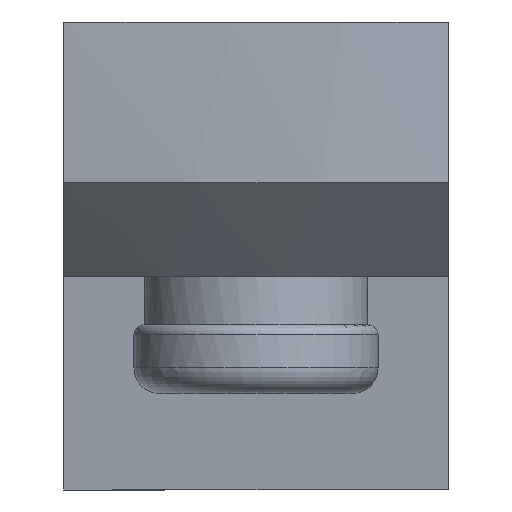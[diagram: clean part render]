
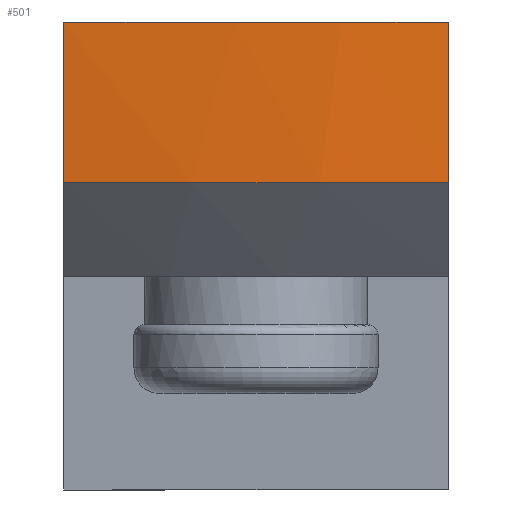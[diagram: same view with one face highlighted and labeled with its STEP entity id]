
A CAD part, left-side view. The second image highlights one B-rep face of the part: STEP entity #501.
In plain terms, the highlighted cylindrical face has radius 30.913 mm (diameter 61.825 mm), a partial arc.
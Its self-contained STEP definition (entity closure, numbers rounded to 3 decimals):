
#481=AXIS2_PLACEMENT_3D('Cylinder Axis2P3D',#478,#479,#480) ;
#485=AXIS2_PLACEMENT_3D('Circle Axis2P3D',#483,#484,$) ;
#216=CARTESIAN_POINT('Vertex',(0.232,7.562,9.2)) ;
#222=CARTESIAN_POINT('Control Point',(0.232,7.562,9.2)) ;
#223=CARTESIAN_POINT('Control Point',(0.047,6.057,9.2)) ;
#224=CARTESIAN_POINT('Control Point',(-0.047,4.541,9.2)) ;
#225=CARTESIAN_POINT('Control Point',(-0.047,3.021,9.2)) ;
#226=CARTESIAN_POINT('Control Point',(0.047,1.505,9.2)) ;
#227=CARTESIAN_POINT('Control Point',(0.232,0.,9.2)) ;
#228=CARTESIAN_POINT('Vertex',(0.232,0.,9.2)) ;
#440=CARTESIAN_POINT('Vertex',(0.232,7.562,6.044)) ;
#443=CARTESIAN_POINT('Line Origine',(0.232,7.562,7.622)) ;
#478=CARTESIAN_POINT('Axis2P3D Location',(30.913,3.781,9.2)) ;
#483=CARTESIAN_POINT('Axis2P3D Location',(30.913,3.781,6.044)) ;
#487=CARTESIAN_POINT('Vertex',(0.232,0.,6.044)) ;
#490=CARTESIAN_POINT('Line Origine',(0.232,0.,9.2)) ;
#444=DIRECTION('Vector Direction',(0.,0.,1.)) ;
#479=DIRECTION('Axis2P3D Direction',(-0.,0.,1.)) ;
#480=DIRECTION('Axis2P3D XDirection',(0.,1.,0.)) ;
#484=DIRECTION('Axis2P3D Direction',(-0.,0.,1.)) ;
#491=DIRECTION('Vector Direction',(0.,0.,1.)) ;
#445=VECTOR('Line Direction',#444,1.) ;
#492=VECTOR('Line Direction',#491,1.) ;
#496=ORIENTED_EDGE('',*,*,#447,.F.) ;
#497=ORIENTED_EDGE('',*,*,#489,.T.) ;
#498=ORIENTED_EDGE('',*,*,#494,.F.) ;
#499=ORIENTED_EDGE('',*,*,#230,.F.) ;
#501=ADVANCED_FACE('MANIFOLD_SOLID_BREP #32',(#500),#482,.T.) ;
#221=B_SPLINE_CURVE_WITH_KNOTS('',5,(#222,#223,#224,#225,#226,#227),.UNSPECIFIED.,.F.,.U.,(6,6),(0.,10.721),.UNSPECIFIED.) ;
#486=CIRCLE('generated circle',#485,30.913) ;
#482=CYLINDRICAL_SURFACE('generated cylinder',#481,30.913) ;
#230=EDGE_CURVE('',#217,#229,#221,.T.) ;
#447=EDGE_CURVE('',#441,#217,#446,.T.) ;
#489=EDGE_CURVE('',#441,#488,#486,.T.) ;
#494=EDGE_CURVE('',#229,#488,#493,.F.) ;
#495=EDGE_LOOP('',(#496,#497,#498,#499)) ;
#500=FACE_OUTER_BOUND('',#495,.T.) ;
#446=LINE('Line',#443,#445) ;
#493=LINE('Line',#490,#492) ;
#217=VERTEX_POINT('',#216) ;
#229=VERTEX_POINT('',#228) ;
#441=VERTEX_POINT('',#440) ;
#488=VERTEX_POINT('',#487) ;
